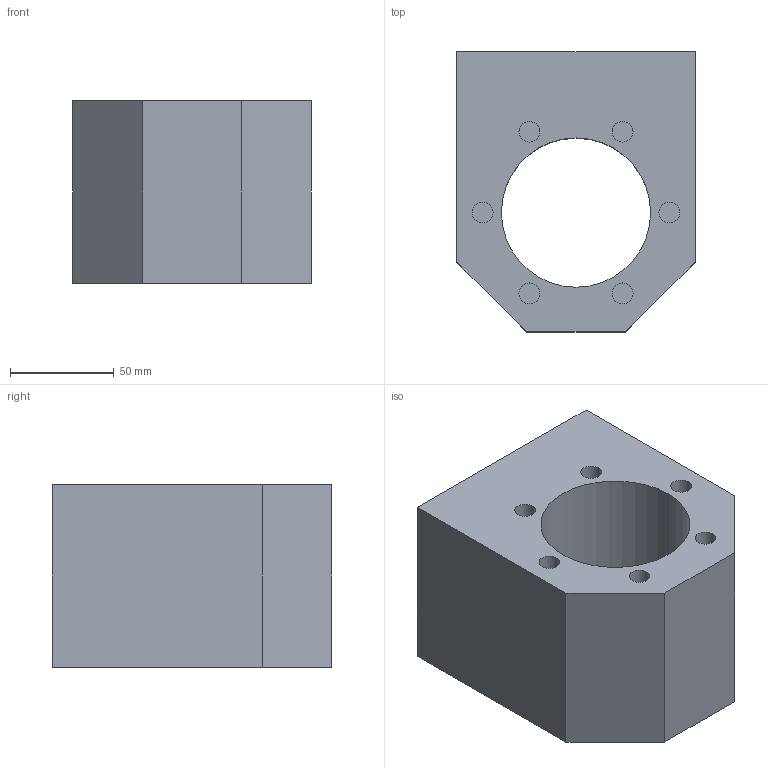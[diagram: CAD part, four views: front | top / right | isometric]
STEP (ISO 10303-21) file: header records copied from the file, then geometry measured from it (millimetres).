
FILE_DESCRIPTION (( 'STEP AP214' ), '1' );
FILE_NAME ('KON 50x8.step', '2020-09-08T09:35:20', ( '' ), ( '' ), 'SwSTEP 2.0', 'SolidWorks 2020', '' );
FILE_SCHEMA (( 'AUTOMOTIVE_DESIGN' ));
Length unit declared in the file: millimetre
Products named in the file (1): KON 50x8
Bounding box: 115 x 135 x 88 mm (x, y, z)
Volume: 872883.5 mm3; surface area: 92128.8 mm2
Topology: 1 solids, 1 shells, 58 faces, 120 edges, 80 vertices
Faces by surface type: cylinder 34, plane 24
Entity records: 1610 total; most frequent: DIRECTION 306, CARTESIAN_POINT 259, ORIENTED_EDGE 240, AXIS2_PLACEMENT_3D 127, EDGE_CURVE 120, VERTEX_POINT 80, EDGE_LOOP 76, CIRCLE 68
